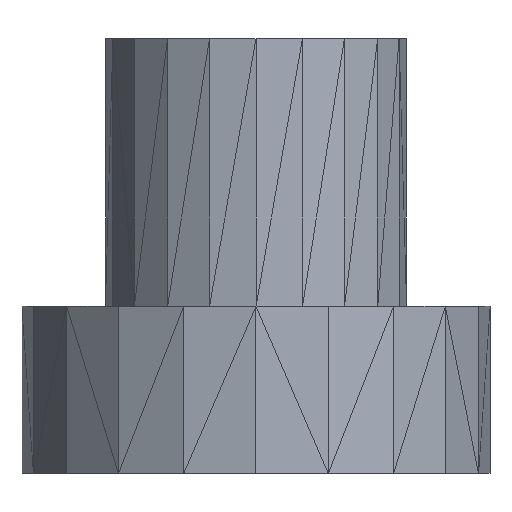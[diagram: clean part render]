
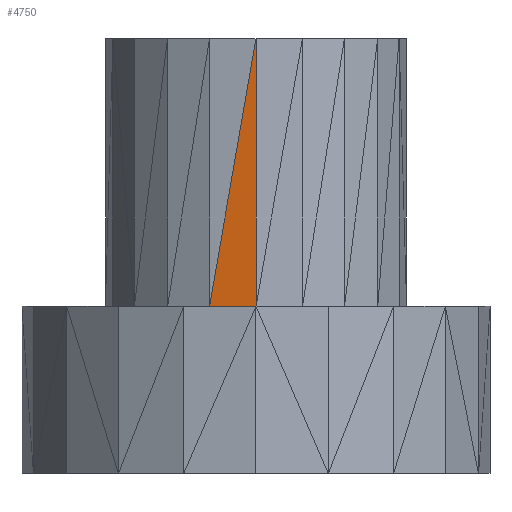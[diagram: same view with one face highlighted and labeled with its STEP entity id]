
A CAD part, left-side view. The second image highlights one B-rep face of the part: STEP entity #4750.
In plain terms, the highlighted planar face has unit normal (-0.988, 0.156, 0).
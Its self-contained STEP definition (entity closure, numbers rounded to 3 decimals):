
#1381 = VERTEX_POINT('',#1382);
#1382 = CARTESIAN_POINT('',(28.601,7.453,25.));
#1428 = PLANE('',#1429);
#1429 = AXIS2_PLACEMENT_3D('',#1430,#1431,#1432);
#1430 = CARTESIAN_POINT('',(28.302,5.563,
    46.606));
#1431 = DIRECTION('',(-0.988,0.156,0.)
  );
#1432 = DIRECTION('',(-0.156,-0.988,
    0.));
#3274 = VERTEX_POINT('',#3275);
#3275 = CARTESIAN_POINT('',(27.5,0.5,65.));
#3442 = PLANE('',#3443);
#3443 = AXIS2_PLACEMENT_3D('',#3444,#3445,#3446);
#3444 = CARTESIAN_POINT('',(27.799,-1.39,
    46.606));
#3445 = DIRECTION('',(-0.988,-0.156,
    0.));
#3446 = DIRECTION('',(0.156,-0.988,0.
    ));
#4725 = EDGE_CURVE('',#3274,#1381,#4726,.T.);
#4726 = SURFACE_CURVE('',#4727,(#4731,#4737),.PCURVE_S1.);
#4727 = LINE('',#4728,#4729);
#4728 = CARTESIAN_POINT('',(27.5,0.5,65.));
#4729 = VECTOR('',#4730,1.);
#4730 = DIRECTION('',(0.027,0.171,-0.985)
  );
#4731 = PCURVE('',#1428,#4732);
#4732 = DEFINITIONAL_REPRESENTATION('',(#4733),#4736);
#4733 = B_SPLINE_CURVE_WITH_KNOTS('',1,(#4734,#4735),.UNSPECIFIED.,.F.,
  .F.,(2,2),(0.,40.615),.PIECEWISE_BEZIER_KNOTS.);
#4734 = CARTESIAN_POINT('',(5.126,18.394));
#4735 = CARTESIAN_POINT('',(-1.914,-21.606));
#4736 = ( GEOMETRIC_REPRESENTATION_CONTEXT(2) 
PARAMETRIC_REPRESENTATION_CONTEXT() REPRESENTATION_CONTEXT('2D SPACE',''
  ) );
#4737 = PCURVE('',#4738,#4743);
#4738 = PLANE('',#4739);
#4739 = AXIS2_PLACEMENT_3D('',#4740,#4741,#4742);
#4740 = CARTESIAN_POINT('',(27.799,2.39,
    43.394));
#4741 = DIRECTION('',(-0.988,0.156,0.)
  );
#4742 = DIRECTION('',(-0.156,-0.988,
    0.));
#4743 = DEFINITIONAL_REPRESENTATION('',(#4744),#4748);
#4744 = LINE('',#4745,#4746);
#4745 = CARTESIAN_POINT('',(1.914,21.606));
#4746 = VECTOR('',#4747,1.);
#4747 = DIRECTION('',(-0.173,-0.985));
#4748 = ( GEOMETRIC_REPRESENTATION_CONTEXT(2) 
PARAMETRIC_REPRESENTATION_CONTEXT() REPRESENTATION_CONTEXT('2D SPACE',''
  ) );
#4750 = ADVANCED_FACE('',(#4751),#4738,.T.);
#4751 = FACE_BOUND('',#4752,.T.);
#4752 = EDGE_LOOP('',(#4753,#4754,#4781));
#4753 = ORIENTED_EDGE('',*,*,#4725,.T.);
#4754 = ORIENTED_EDGE('',*,*,#4755,.T.);
#4755 = EDGE_CURVE('',#1381,#4756,#4758,.T.);
#4756 = VERTEX_POINT('',#4757);
#4757 = CARTESIAN_POINT('',(27.5,0.5,25.));
#4758 = SURFACE_CURVE('',#4759,(#4763,#4770),.PCURVE_S1.);
#4759 = LINE('',#4760,#4761);
#4760 = CARTESIAN_POINT('',(28.601,7.453,25.));
#4761 = VECTOR('',#4762,1.);
#4762 = DIRECTION('',(-0.156,-0.988,0.));
#4763 = PCURVE('',#4738,#4764);
#4764 = DEFINITIONAL_REPRESENTATION('',(#4765),#4769);
#4765 = LINE('',#4766,#4767);
#4766 = CARTESIAN_POINT('',(-5.126,-18.394));
#4767 = VECTOR('',#4768,1.);
#4768 = DIRECTION('',(1.,0.));
#4769 = ( GEOMETRIC_REPRESENTATION_CONTEXT(2) 
PARAMETRIC_REPRESENTATION_CONTEXT() REPRESENTATION_CONTEXT('2D SPACE',''
  ) );
#4770 = PCURVE('',#4771,#4776);
#4771 = PLANE('',#4772);
#4772 = AXIS2_PLACEMENT_3D('',#4773,#4774,#4775);
#4773 = CARTESIAN_POINT('',(22.867,2.728,25.));
#4774 = DIRECTION('',(0.,0.,1.));
#4775 = DIRECTION('',(1.,0.,-0.));
#4776 = DEFINITIONAL_REPRESENTATION('',(#4777),#4780);
#4777 = B_SPLINE_CURVE_WITH_KNOTS('',1,(#4778,#4779),.UNSPECIFIED.,.F.,
  .F.,(2,2),(0.,7.04),.PIECEWISE_BEZIER_KNOTS.);
#4778 = CARTESIAN_POINT('',(5.734,4.725));
#4779 = CARTESIAN_POINT('',(4.633,-2.228));
#4780 = ( GEOMETRIC_REPRESENTATION_CONTEXT(2) 
PARAMETRIC_REPRESENTATION_CONTEXT() REPRESENTATION_CONTEXT('2D SPACE',''
  ) );
#4781 = ORIENTED_EDGE('',*,*,#4782,.T.);
#4782 = EDGE_CURVE('',#4756,#3274,#4783,.T.);
#4783 = SURFACE_CURVE('',#4784,(#4788,#4795),.PCURVE_S1.);
#4784 = LINE('',#4785,#4786);
#4785 = CARTESIAN_POINT('',(27.5,0.5,25.));
#4786 = VECTOR('',#4787,1.);
#4787 = DIRECTION('',(0.,0.,1.));
#4788 = PCURVE('',#4738,#4789);
#4789 = DEFINITIONAL_REPRESENTATION('',(#4790),#4794);
#4790 = LINE('',#4791,#4792);
#4791 = CARTESIAN_POINT('',(1.914,-18.394));
#4792 = VECTOR('',#4793,1.);
#4793 = DIRECTION('',(0.,1.));
#4794 = ( GEOMETRIC_REPRESENTATION_CONTEXT(2) 
PARAMETRIC_REPRESENTATION_CONTEXT() REPRESENTATION_CONTEXT('2D SPACE',''
  ) );
#4795 = PCURVE('',#3442,#4796);
#4796 = DEFINITIONAL_REPRESENTATION('',(#4797),#4800);
#4797 = B_SPLINE_CURVE_WITH_KNOTS('',1,(#4798,#4799),.UNSPECIFIED.,.F.,
  .F.,(2,2),(0.,40.),.PIECEWISE_BEZIER_KNOTS.);
#4798 = CARTESIAN_POINT('',(-1.914,-21.606));
#4799 = CARTESIAN_POINT('',(-1.914,18.394));
#4800 = ( GEOMETRIC_REPRESENTATION_CONTEXT(2) 
PARAMETRIC_REPRESENTATION_CONTEXT() REPRESENTATION_CONTEXT('2D SPACE',''
  ) );
